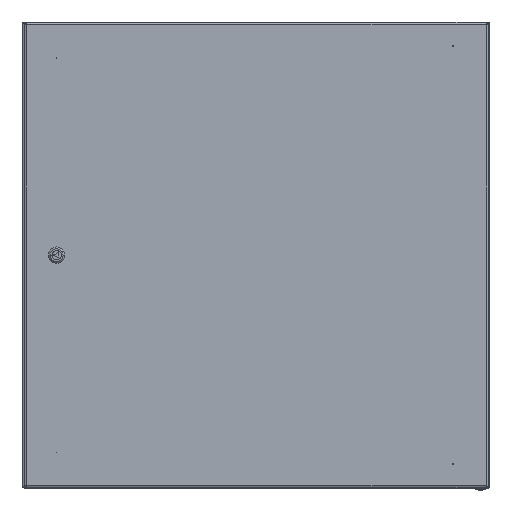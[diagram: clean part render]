
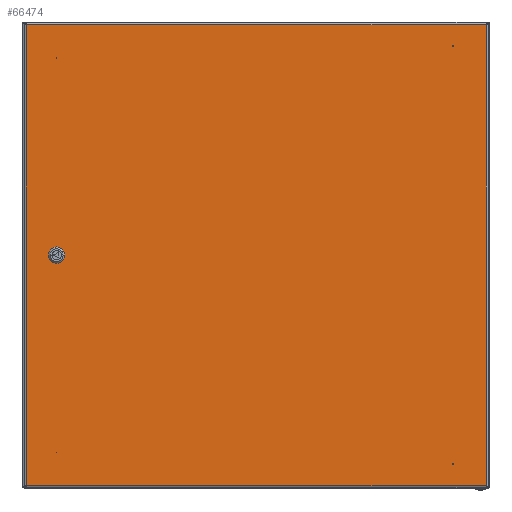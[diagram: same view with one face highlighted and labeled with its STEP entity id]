
A CAD part, top view. The second image highlights one B-rep face of the part: STEP entity #66474.
In plain terms, the highlighted face is planar.
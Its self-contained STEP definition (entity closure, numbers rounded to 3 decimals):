
#756 = DIRECTION ( 'NONE',  ( 0., -1., 0. ) ) ;
#863 = VERTEX_POINT ( 'NONE', #45815 ) ;
#2052 = VERTEX_POINT ( 'NONE', #67984 ) ;
#2268 = VERTEX_POINT ( 'NONE', #69061 ) ;
#3275 = ORIENTED_EDGE ( 'NONE', *, *, #19950, .T. ) ;
#3707 = AXIS2_PLACEMENT_3D ( 'NONE', #40448, #30094, #69574 ) ;
#4032 = CARTESIAN_POINT ( 'NONE',  ( 352.75, 4.637, -1.4 ) ) ;
#4244 = ORIENTED_EDGE ( 'NONE', *, *, #66027, .T. ) ;
#4571 = DIRECTION ( 'NONE',  ( 1., 0., 0. ) ) ;
#4687 = VERTEX_POINT ( 'NONE', #20125 ) ;
#6496 = ORIENTED_EDGE ( 'NONE', *, *, #26271, .F. ) ;
#7678 = ORIENTED_EDGE ( 'NONE', *, *, #40124, .T. ) ;
#8161 = CARTESIAN_POINT ( 'NONE',  ( 347.137, -10.25, -1.4 ) ) ;
#8204 = VECTOR ( 'NONE', #23025, 1000. ) ;
#10267 = AXIS2_PLACEMENT_3D ( 'NONE', #44575, #66359, #27252 ) ;
#11320 = AXIS2_PLACEMENT_3D ( 'NONE', #57637, #45491, #29606 ) ;
#12929 = CIRCLE ( 'NONE', #22336, 11.25 ) ;
#16067 = FACE_OUTER_BOUND ( 'NONE', #66068, .T. ) ;
#16433 = CARTESIAN_POINT ( 'NONE',  ( 0., 0., -1.4 ) ) ;
#17326 = LINE ( 'NONE', #52318, #33355 ) ;
#17657 = EDGE_CURVE ( 'NONE', #70115, #55877, #17326, .T. ) ;
#18388 = DIRECTION ( 'NONE',  ( 0., -1., 0. ) ) ;
#18985 = ORIENTED_EDGE ( 'NONE', *, *, #51126, .T. ) ;
#19051 = EDGE_LOOP ( 'NONE', ( #35719, #25614, #36885, #3275, #60345, #4244, #7678, #18985 ) ) ;
#19283 = CARTESIAN_POINT ( 'NONE',  ( 332.25, -4.637, -1.4 ) ) ;
#19625 = VECTOR ( 'NONE', #68990, 1000. ) ;
#19669 = VECTOR ( 'NONE', #26491, 1000. ) ;
#19950 = EDGE_CURVE ( 'NONE', #62176, #33516, #28200, .T. ) ;
#20125 = CARTESIAN_POINT ( 'NONE',  ( 347.137, 10.25, -1.4 ) ) ;
#20223 = LINE ( 'NONE', #4032, #19669 ) ;
#20792 = CARTESIAN_POINT ( 'NONE',  ( 394.4, -395.4, -1.4 ) ) ;
#20914 = EDGE_CURVE ( 'NONE', #863, #70115, #55462, .T. ) ;
#22336 = AXIS2_PLACEMENT_3D ( 'NONE', #49488, #65406, #4571 ) ;
#23025 = DIRECTION ( 'NONE',  ( -1., 0., 0. ) ) ;
#24417 = ORIENTED_EDGE ( 'NONE', *, *, #49054, .F. ) ;
#24420 = CARTESIAN_POINT ( 'NONE',  ( 332.25, 4.637, -1.4 ) ) ;
#25614 = ORIENTED_EDGE ( 'NONE', *, *, #17657, .T. ) ;
#26271 = EDGE_CURVE ( 'NONE', #41930, #2052, #39969, .T. ) ;
#26491 = DIRECTION ( 'NONE',  ( 0., 1., 0. ) ) ;
#26592 = VERTEX_POINT ( 'NONE', #48415 ) ;
#26656 = EDGE_CURVE ( 'NONE', #55877, #62176, #12929, .T. ) ;
#27252 = DIRECTION ( 'NONE',  ( 1., 0., 0. ) ) ;
#28200 = LINE ( 'NONE', #66945, #30821 ) ;
#28384 = CARTESIAN_POINT ( 'NONE',  ( -394.4, 2391., -1.4 ) ) ;
#29606 = DIRECTION ( 'NONE',  ( 1., 0., 0. ) ) ;
#30094 = DIRECTION ( 'NONE',  ( 0., 0., 1. ) ) ;
#30504 = VECTOR ( 'NONE', #60695, 1000. ) ;
#30821 = VECTOR ( 'NONE', #38885, 1000. ) ;
#32498 = CIRCLE ( 'NONE', #11320, 11.25 ) ;
#33355 = VECTOR ( 'NONE', #18388, 1000. ) ;
#33516 = VERTEX_POINT ( 'NONE', #8161 ) ;
#33919 = VECTOR ( 'NONE', #68435, 1000. ) ;
#35719 = ORIENTED_EDGE ( 'NONE', *, *, #20914, .T. ) ;
#36731 = CARTESIAN_POINT ( 'NONE',  ( 347.137, 10.25, -1.4 ) ) ;
#36885 = ORIENTED_EDGE ( 'NONE', *, *, #26656, .T. ) ;
#38885 = DIRECTION ( 'NONE',  ( 1., 0., 0. ) ) ;
#38887 = DIRECTION ( 'NONE',  ( 1., 0., 0. ) ) ;
#39381 = EDGE_CURVE ( 'NONE', #68834, #26592, #59004, .T. ) ;
#39969 = LINE ( 'NONE', #51060, #8204 ) ;
#40124 = EDGE_CURVE ( 'NONE', #2268, #4687, #32498, .T. ) ;
#40448 = CARTESIAN_POINT ( 'NONE',  ( 342.5, 0., -1.4 ) ) ;
#41930 = VERTEX_POINT ( 'NONE', #66510 ) ;
#43701 = DIRECTION ( 'NONE',  ( 0., 0., 1. ) ) ;
#44575 = CARTESIAN_POINT ( 'NONE',  ( 342.5, 0., -1.4 ) ) ;
#45491 = DIRECTION ( 'NONE',  ( 0., 0., 1. ) ) ;
#45815 = CARTESIAN_POINT ( 'NONE',  ( 337.863, 10.25, -1.4 ) ) ;
#45917 = CARTESIAN_POINT ( 'NONE',  ( 394.4, 2391., -1.4 ) ) ;
#48415 = CARTESIAN_POINT ( 'NONE',  ( -394.4, -395.4, -1.4 ) ) ;
#49054 = EDGE_CURVE ( 'NONE', #2052, #26592, #62686, .T. ) ;
#49488 = CARTESIAN_POINT ( 'NONE',  ( 342.5, 0., -1.4 ) ) ;
#49805 = VERTEX_POINT ( 'NONE', #68494 ) ;
#50539 = ORIENTED_EDGE ( 'NONE', *, *, #57871, .T. ) ;
#51060 = CARTESIAN_POINT ( 'NONE',  ( 1992.5, 395.4, -1.4 ) ) ;
#51126 = EDGE_CURVE ( 'NONE', #4687, #863, #70693, .T. ) ;
#52318 = CARTESIAN_POINT ( 'NONE',  ( 332.25, 4.637, -1.4 ) ) ;
#54827 = EDGE_CURVE ( 'NONE', #33516, #49805, #64426, .T. ) ;
#55462 = CIRCLE ( 'NONE', #3707, 11.25 ) ;
#55874 = FACE_BOUND ( 'NONE', #19051, .T. ) ;
#55877 = VERTEX_POINT ( 'NONE', #19283 ) ;
#56640 = LINE ( 'NONE', #45917, #33919 ) ;
#57637 = CARTESIAN_POINT ( 'NONE',  ( 342.5, 0., -1.4 ) ) ;
#57871 = EDGE_CURVE ( 'NONE', #41930, #68834, #56640, .T. ) ;
#59004 = LINE ( 'NONE', #59389, #19625 ) ;
#59389 = CARTESIAN_POINT ( 'NONE',  ( 1992.5, -395.4, -1.4 ) ) ;
#60345 = ORIENTED_EDGE ( 'NONE', *, *, #54827, .T. ) ;
#60674 = PLANE ( 'NONE',  #63259 ) ;
#60695 = DIRECTION ( 'NONE',  ( -1., 0., 0. ) ) ;
#61606 = ORIENTED_EDGE ( 'NONE', *, *, #39381, .T. ) ;
#62176 = VERTEX_POINT ( 'NONE', #66017 ) ;
#62686 = LINE ( 'NONE', #28384, #63279 ) ;
#63259 = AXIS2_PLACEMENT_3D ( 'NONE', #16433, #43701, #38887 ) ;
#63279 = VECTOR ( 'NONE', #756, 1000. ) ;
#64426 = CIRCLE ( 'NONE', #10267, 11.25 ) ;
#65406 = DIRECTION ( 'NONE',  ( 0., 0., 1. ) ) ;
#66017 = CARTESIAN_POINT ( 'NONE',  ( 337.863, -10.25, -1.4 ) ) ;
#66027 = EDGE_CURVE ( 'NONE', #49805, #2268, #20223, .T. ) ;
#66068 = EDGE_LOOP ( 'NONE', ( #24417, #6496, #50539, #61606 ) ) ;
#66359 = DIRECTION ( 'NONE',  ( 0., 0., 1. ) ) ;
#66474 = ADVANCED_FACE ( 'NONE', ( #16067, #55874 ), #60674, .F. ) ;
#66510 = CARTESIAN_POINT ( 'NONE',  ( 394.4, 395.4, -1.4 ) ) ;
#66945 = CARTESIAN_POINT ( 'NONE',  ( 347.137, -10.25, -1.4 ) ) ;
#67984 = CARTESIAN_POINT ( 'NONE',  ( -394.4, 395.4, -1.4 ) ) ;
#68435 = DIRECTION ( 'NONE',  ( 0., -1., 0. ) ) ;
#68494 = CARTESIAN_POINT ( 'NONE',  ( 352.75, -4.637, -1.4 ) ) ;
#68834 = VERTEX_POINT ( 'NONE', #20792 ) ;
#68990 = DIRECTION ( 'NONE',  ( -1., 0., 0. ) ) ;
#69061 = CARTESIAN_POINT ( 'NONE',  ( 352.75, 4.637, -1.4 ) ) ;
#69574 = DIRECTION ( 'NONE',  ( 1., 0., 0. ) ) ;
#70115 = VERTEX_POINT ( 'NONE', #24420 ) ;
#70693 = LINE ( 'NONE', #36731, #30504 ) ;
